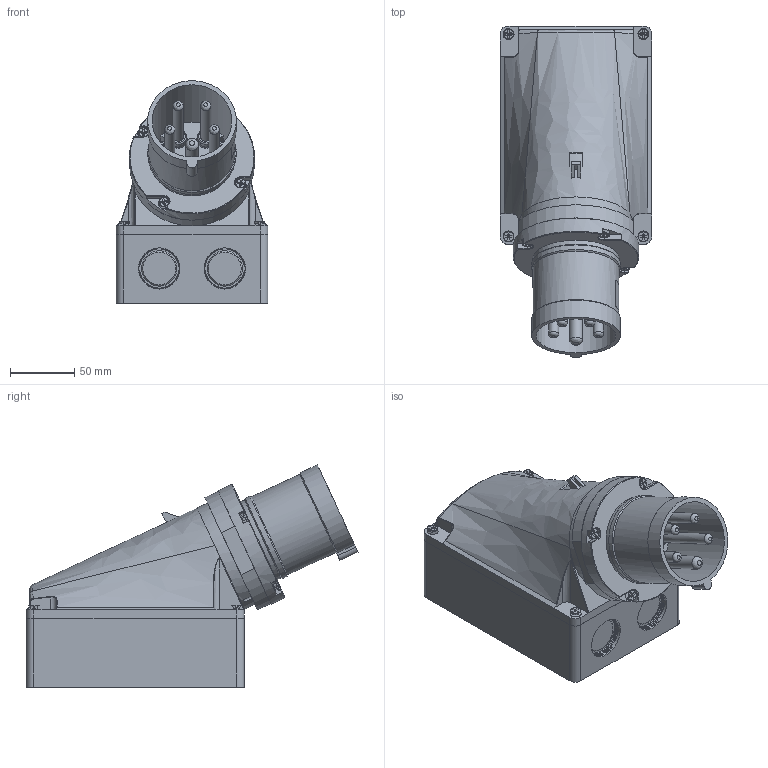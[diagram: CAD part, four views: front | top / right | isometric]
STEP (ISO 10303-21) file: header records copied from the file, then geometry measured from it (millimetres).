
FILE_DESCRIPTION(/* description */ (''),/* implementation_level */ '2;1');
FILE_NAME(/* name */ '24134.stp',/* time_stamp */ '2023-09-04T15:30:28+02:00',/* author */ ('massmann'),/* organization */ (''),/* preprocessor_version */ 'ST-DEVELOPER v17',/* originating_system */ 'Autodesk Inventor 2018',/* authorisation */ '');
FILE_SCHEMA (('AUTOMOTIVE_DESIGN { 1 0 10303 214 3 1 1 }'));
Length unit declared in the file: millimetre
Products named in the file (1): 24134
Bounding box: 118 x 258.41 x 173.01 mm (x, y, z)
Volume: 2051645.8 mm3; surface area: 166026 mm2
Topology: 1 solids, 1 shells, 978 faces, 2567 edges, 1695 vertices
Faces by surface type: plane 596, bspline 157, cylinder 118, torus 54, cone 53
Full cylindrical faces by diameter (mm): 0.316 x1, 0.507 x1, 6 x1, 6.1 x4, 6.2 x1, 8 x4, 8.2 x4, 9.5 x2, 10 x1, 10.2 x1, 14 x4, 32 x2, 40 x1, 62 x1, 67 x2, 68.9 x1, 87 x1, 97.5 x1
Entity records: 41095 total; most frequent: CARTESIAN_POINT 17186, ORIENTED_EDGE 5134, DIRECTION 4091, EDGE_CURVE 2567, VERTEX_POINT 1695, LINE 1367, VECTOR 1367, AXIS2_PLACEMENT_3D 1362
